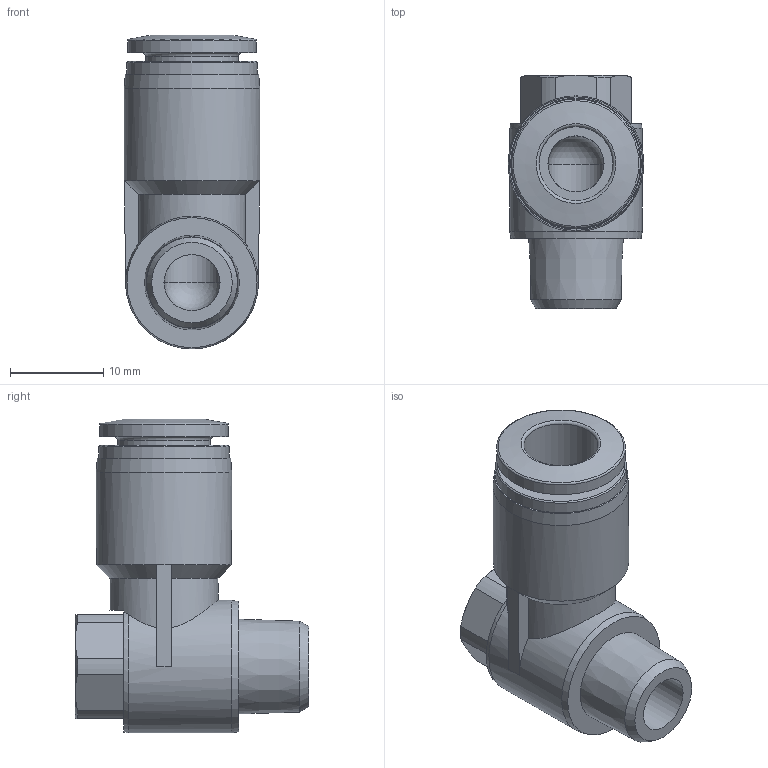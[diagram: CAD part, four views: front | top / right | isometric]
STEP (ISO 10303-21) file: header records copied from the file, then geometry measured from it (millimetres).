
FILE_DESCRIPTION(/* description */ ('STEP AP214'),/* implementation_level */ '2;1');
FILE_NAME(/* name */ '564734_QBLV-1_8-5_16-U',/* time_stamp */ '2024-09-14T03:18:00+02:00',/* author */ ('License CC BY-ND 4.0'),/* organization */ ('CADENAS'),/* preprocessor_version */ 'ST-DEVELOPER v19.3',/* originating_system */ 'PARTsolutions',/* authorisation */ ' ');
FILE_SCHEMA (('AUTOMOTIVE_DESIGN {1 0 10303 214 3 1 1}'));
Length unit declared in the file: millimetre
Products named in the file (1): 564734 QBLV-1/8-5/16-U
Bounding box: 14.5 x 25 x 33.6 mm (x, y, z)
Volume: 4460.2 mm3; surface area: 3222 mm2
Topology: 1 solids, 1 shells, 60 faces, 138 edges, 84 vertices
Faces by surface type: plane 25, cylinder 16, cone 15, torus 3, sphere 1
Full cylindrical faces by diameter (mm): 6 x2, 7.938 x1, 9.938 x1, 13.8 x1, 14 x1, 14.2 x1, 14.5 x1
Entity records: 2049 total; most frequent: CARTESIAN_POINT 331, DIRECTION 275, ORIENTED_EDGE 234, AXIS2_PLACEMENT_3D 118, EDGE_CURVE 117, EDGE_LOOP 84, FACE_BOUND 84, VERTEX_POINT 81
